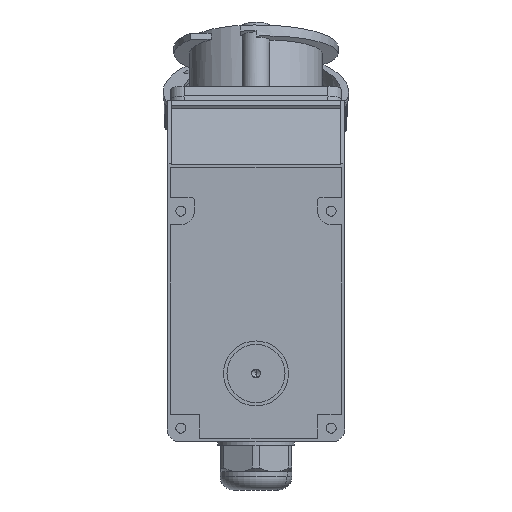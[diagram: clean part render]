
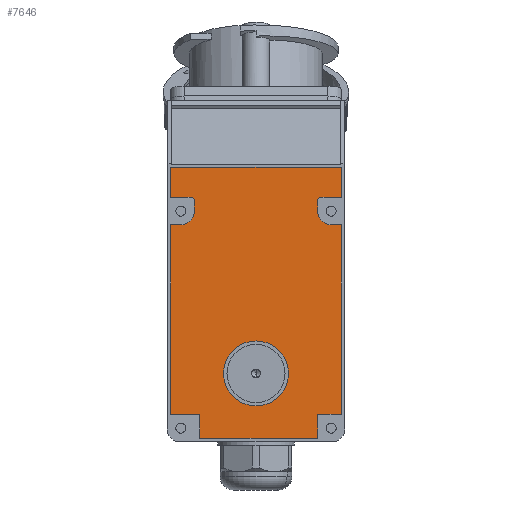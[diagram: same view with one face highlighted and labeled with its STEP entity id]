
A CAD part, front view. The second image highlights one B-rep face of the part: STEP entity #7646.
In plain terms, the highlighted face is planar.
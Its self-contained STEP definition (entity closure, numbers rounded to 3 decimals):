
#2667=DIRECTION('',(1.,0.,0.));
#2668=VECTOR('',#2667,12.);
#2669=CARTESIAN_POINT('',(-50.,19.578,-68.));
#2670=LINE('',#2669,#2668);
#2675=CARTESIAN_POINT('',(-44.,27.578,-68.));
#2676=DIRECTION('',(0.,0.,-1.));
#2677=DIRECTION('',(0.,1.,0.));
#2678=AXIS2_PLACEMENT_3D('',#2675,#2676,#2677);
#2680=CARTESIAN_POINT('',(-38.,21.578,-68.));
#2681=DIRECTION('',(0.,0.,-1.));
#2682=DIRECTION('',(1.,0.,0.));
#2683=AXIS2_PLACEMENT_3D('',#2680,#2681,#2682);
#2685=CARTESIAN_POINT('',(38.,21.578,-68.));
#2686=DIRECTION('',(0.,0.,-1.));
#2687=DIRECTION('',(0.,-1.,0.));
#2688=AXIS2_PLACEMENT_3D('',#2685,#2686,#2687);
#2690=CARTESIAN_POINT('',(44.,27.578,-68.));
#2691=DIRECTION('',(0.,0.,-1.));
#2692=DIRECTION('',(-1.,0.,0.));
#2693=AXIS2_PLACEMENT_3D('',#2690,#2691,#2692);
#2695=CARTESIAN_POINT('',(0.,122.578,-68.));
#2696=DIRECTION('',(0.,0.,-1.));
#2697=DIRECTION('',(-1.,0.,0.));
#2698=AXIS2_PLACEMENT_3D('',#2695,#2696,#2697);
#2700=CARTESIAN_POINT('',(0.,122.578,-68.));
#2701=DIRECTION('',(0.,0.,-1.));
#2702=DIRECTION('',(1.,0.,0.));
#2703=AXIS2_PLACEMENT_3D('',#2700,#2701,#2702);
#2705=DIRECTION('',(0.,-1.,0.));
#2706=VECTOR('',#2705,111.);
#2707=CARTESIAN_POINT('',(50.,146.578,-68.));
#2708=LINE('',#2707,#2706);
#2717=DIRECTION('',(-1.,0.,0.));
#2718=VECTOR('',#2717,6.);
#2719=CARTESIAN_POINT('',(50.,35.578,-68.));
#2720=LINE('',#2719,#2718);
#2729=DIRECTION('',(0.,-1.,0.));
#2730=VECTOR('',#2729,6.);
#2731=CARTESIAN_POINT('',(36.,27.578,-68.));
#2732=LINE('',#2731,#2730);
#2741=DIRECTION('',(1.,0.,0.));
#2742=VECTOR('',#2741,12.);
#2743=CARTESIAN_POINT('',(38.,19.578,-68.));
#2744=LINE('',#2743,#2742);
#2745=DIRECTION('',(0.,-1.,0.));
#2746=VECTOR('',#2745,17.578);
#2747=CARTESIAN_POINT('',(50.,19.578,-68.));
#2748=LINE('',#2747,#2746);
#2757=DIRECTION('',(-1.,0.,0.));
#2758=VECTOR('',#2757,100.);
#2759=CARTESIAN_POINT('',(50.,2.,-68.));
#2760=LINE('',#2759,#2758);
#2761=DIRECTION('',(0.,1.,0.));
#2762=VECTOR('',#2761,17.578);
#2763=CARTESIAN_POINT('',(-50.,2.,-68.));
#2764=LINE('',#2763,#2762);
#2769=DIRECTION('',(1.,0.,0.));
#2770=VECTOR('',#2769,14.);
#2771=CARTESIAN_POINT('',(36.,146.578,-68.));
#2772=LINE('',#2771,#2770);
#2777=DIRECTION('',(0.,-1.,0.));
#2778=VECTOR('',#2777,14.);
#2779=CARTESIAN_POINT('',(36.,160.578,-68.));
#2780=LINE('',#2779,#2778);
#2785=DIRECTION('',(1.,0.,0.));
#2786=VECTOR('',#2785,69.);
#2787=CARTESIAN_POINT('',(-33.,160.578,-68.));
#2788=LINE('',#2787,#2786);
#2797=DIRECTION('',(0.,1.,0.));
#2798=VECTOR('',#2797,14.);
#2799=CARTESIAN_POINT('',(-33.,146.578,-68.));
#2800=LINE('',#2799,#2798);
#2801=DIRECTION('',(1.,0.,0.));
#2802=VECTOR('',#2801,17.);
#2803=CARTESIAN_POINT('',(-50.,146.578,-68.));
#2804=LINE('',#2803,#2802);
#2809=DIRECTION('',(0.,1.,0.));
#2810=VECTOR('',#2809,111.);
#2811=CARTESIAN_POINT('',(-50.,35.578,-68.));
#2812=LINE('',#2811,#2810);
#2817=DIRECTION('',(-1.,0.,0.));
#2818=VECTOR('',#2817,6.);
#2819=CARTESIAN_POINT('',(-44.,35.578,-68.));
#2820=LINE('',#2819,#2818);
#2829=DIRECTION('',(0.,1.,0.));
#2830=VECTOR('',#2829,6.);
#2831=CARTESIAN_POINT('',(-36.,21.578,-68.));
#2832=LINE('',#2831,#2830);
#3720=CARTESIAN_POINT('',(-38.,19.578,-68.));
#3721=VERTEX_POINT('',#3720);
#3722=CARTESIAN_POINT('',(-36.,21.578,-68.));
#3723=VERTEX_POINT('',#3722);
#3724=CARTESIAN_POINT('',(-50.,19.578,-68.));
#3725=VERTEX_POINT('',#3724);
#3726=CARTESIAN_POINT('',(50.,146.578,-68.));
#3727=CARTESIAN_POINT('',(50.,35.578,-68.));
#3728=VERTEX_POINT('',#3726);
#3729=VERTEX_POINT('',#3727);
#3730=CARTESIAN_POINT('',(36.,146.578,-68.));
#3731=VERTEX_POINT('',#3730);
#3732=CARTESIAN_POINT('',(36.,160.578,-68.));
#3733=VERTEX_POINT('',#3732);
#3734=CARTESIAN_POINT('',(-33.,160.578,-68.));
#3735=VERTEX_POINT('',#3734);
#3736=CARTESIAN_POINT('',(-33.,146.578,-68.));
#3737=VERTEX_POINT('',#3736);
#3738=CARTESIAN_POINT('',(-50.,146.578,-68.));
#3739=VERTEX_POINT('',#3738);
#3740=CARTESIAN_POINT('',(-50.,35.578,-68.));
#3741=VERTEX_POINT('',#3740);
#3742=CARTESIAN_POINT('',(-44.,35.578,-68.));
#3743=VERTEX_POINT('',#3742);
#3744=CARTESIAN_POINT('',(-36.,27.578,-68.));
#3745=VERTEX_POINT('',#3744);
#3746=CARTESIAN_POINT('',(-50.,2.,-68.));
#3747=VERTEX_POINT('',#3746);
#3748=CARTESIAN_POINT('',(50.,2.,-68.));
#3749=VERTEX_POINT('',#3748);
#3750=CARTESIAN_POINT('',(50.,19.578,-68.));
#3751=VERTEX_POINT('',#3750);
#3752=CARTESIAN_POINT('',(38.,19.578,-68.));
#3753=VERTEX_POINT('',#3752);
#3754=CARTESIAN_POINT('',(36.,21.578,-68.));
#3755=VERTEX_POINT('',#3754);
#3756=CARTESIAN_POINT('',(36.,27.578,-68.));
#3757=VERTEX_POINT('',#3756);
#3758=CARTESIAN_POINT('',(44.,35.578,-68.));
#3759=VERTEX_POINT('',#3758);
#3760=CARTESIAN_POINT('',(-19.,122.578,-68.));
#3761=CARTESIAN_POINT('',(19.,122.578,-68.));
#3762=VERTEX_POINT('',#3760);
#3763=VERTEX_POINT('',#3761);
#7595=CARTESIAN_POINT('',(-52.,0.,-68.));
#7596=DIRECTION('',(0.,0.,-1.));
#7597=DIRECTION('',(-1.,0.,0.));
#7598=AXIS2_PLACEMENT_3D('',#7595,#7596,#7597);
#7599=PLANE('',#7598);
#7601=ORIENTED_EDGE('',*,*,#7600,.F.);
#7603=ORIENTED_EDGE('',*,*,#7602,.F.);
#7605=ORIENTED_EDGE('',*,*,#7604,.F.);
#7607=ORIENTED_EDGE('',*,*,#7606,.F.);
#7609=ORIENTED_EDGE('',*,*,#7608,.F.);
#7611=ORIENTED_EDGE('',*,*,#7610,.F.);
#7613=ORIENTED_EDGE('',*,*,#7612,.F.);
#7615=ORIENTED_EDGE('',*,*,#7614,.F.);
#7617=ORIENTED_EDGE('',*,*,#7616,.T.);
#7619=ORIENTED_EDGE('',*,*,#7618,.F.);
#7620=ORIENTED_EDGE('',*,*,#7573,.T.);
#7621=ORIENTED_EDGE('',*,*,#7586,.F.);
#7623=ORIENTED_EDGE('',*,*,#7622,.F.);
#7625=ORIENTED_EDGE('',*,*,#7624,.F.);
#7627=ORIENTED_EDGE('',*,*,#7626,.F.);
#7629=ORIENTED_EDGE('',*,*,#7628,.F.);
#7631=ORIENTED_EDGE('',*,*,#7630,.T.);
#7633=ORIENTED_EDGE('',*,*,#7632,.F.);
#7635=ORIENTED_EDGE('',*,*,#7634,.T.);
#7637=ORIENTED_EDGE('',*,*,#7636,.F.);
#7638=EDGE_LOOP('',(#7601,#7603,#7605,#7607,#7609,#7611,#7613,#7615,#7617,#7619,
#7620,#7621,#7623,#7625,#7627,#7629,#7631,#7633,#7635,#7637));
#7639=FACE_OUTER_BOUND('',#7638,.F.);
#7641=ORIENTED_EDGE('',*,*,#7640,.T.);
#7643=ORIENTED_EDGE('',*,*,#7642,.T.);
#7644=EDGE_LOOP('',(#7641,#7643));
#7645=FACE_BOUND('',#7644,.F.);
#7646=ADVANCED_FACE('',(#7639,#7645),#7599,.T.);
#2679=CIRCLE('',#2678,8.);
#2684=CIRCLE('',#2683,2.);
#2689=CIRCLE('',#2688,2.);
#2694=CIRCLE('',#2693,8.);
#2699=CIRCLE('',#2698,19.);
#2704=CIRCLE('',#2703,19.);
#7573=EDGE_CURVE('',#3723,#3721,#2684,.T.);
#7586=EDGE_CURVE('',#3725,#3721,#2670,.T.);
#7600=EDGE_CURVE('',#3728,#3729,#2708,.T.);
#7602=EDGE_CURVE('',#3731,#3728,#2772,.T.);
#7604=EDGE_CURVE('',#3733,#3731,#2780,.T.);
#7606=EDGE_CURVE('',#3735,#3733,#2788,.T.);
#7608=EDGE_CURVE('',#3737,#3735,#2800,.T.);
#7610=EDGE_CURVE('',#3739,#3737,#2804,.T.);
#7612=EDGE_CURVE('',#3741,#3739,#2812,.T.);
#7614=EDGE_CURVE('',#3743,#3741,#2820,.T.);
#7616=EDGE_CURVE('',#3743,#3745,#2679,.T.);
#7618=EDGE_CURVE('',#3723,#3745,#2832,.T.);
#7622=EDGE_CURVE('',#3747,#3725,#2764,.T.);
#7624=EDGE_CURVE('',#3749,#3747,#2760,.T.);
#7626=EDGE_CURVE('',#3751,#3749,#2748,.T.);
#7628=EDGE_CURVE('',#3753,#3751,#2744,.T.);
#7630=EDGE_CURVE('',#3753,#3755,#2689,.T.);
#7632=EDGE_CURVE('',#3757,#3755,#2732,.T.);
#7634=EDGE_CURVE('',#3757,#3759,#2694,.T.);
#7636=EDGE_CURVE('',#3729,#3759,#2720,.T.);
#7640=EDGE_CURVE('',#3762,#3763,#2699,.T.);
#7642=EDGE_CURVE('',#3763,#3762,#2704,.T.);
